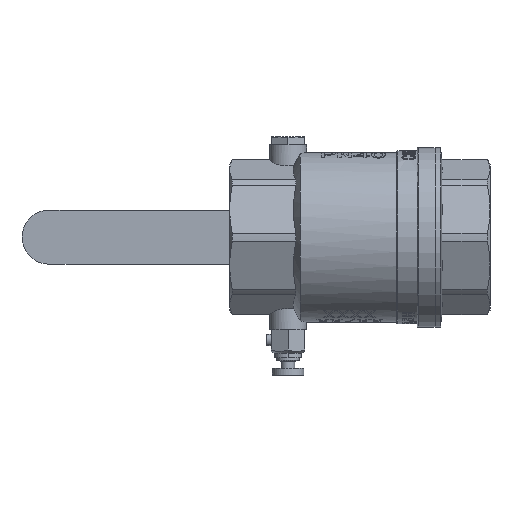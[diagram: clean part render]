
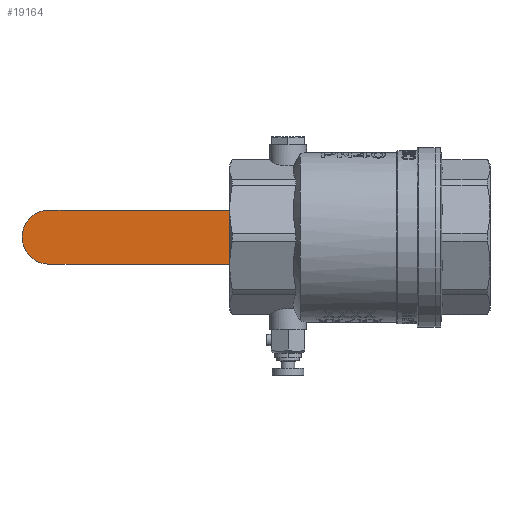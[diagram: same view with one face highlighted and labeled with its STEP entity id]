
A CAD part, front view. The second image highlights one B-rep face of the part: STEP entity #19164.
In plain terms, the highlighted planar face has unit normal (0, -1, 0).
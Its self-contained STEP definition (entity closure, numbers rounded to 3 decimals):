
#1243 = DIRECTION ( 'NONE',  ( -1., 0., 0. ) ) ;
#2298 = VERTEX_POINT ( 'NONE', #51905 ) ;
#3997 = EDGE_CURVE ( 'NONE', #63740, #42446, #7128, .T. ) ;
#5675 = AXIS2_PLACEMENT_3D ( 'NONE', #40299, #8981, #45491 ) ;
#6184 = DIRECTION ( 'NONE',  ( 0., 1., 0. ) ) ;
#7128 = CIRCLE ( 'NONE', #25938, 12.01 ) ;
#7211 = ORIENTED_EDGE ( 'NONE', *, *, #3997, .F. ) ;
#7301 = VERTEX_POINT ( 'NONE', #30053 ) ;
#8981 = DIRECTION ( 'NONE',  ( 0., 1., 0. ) ) ;
#15119 = EDGE_CURVE ( 'NONE', #63740, #7301, #34735, .T. ) ;
#15886 = DIRECTION ( 'NONE',  ( 0., 0., 1. ) ) ;
#16981 = CARTESIAN_POINT ( 'NONE',  ( 141., 20.49, 0. ) ) ;
#18851 = VECTOR ( 'NONE', #56629, 1000. ) ;
#19164 = ADVANCED_FACE ( 'NONE', ( #64650 ), #45272, .F. ) ;
#19348 = DIRECTION ( 'NONE',  ( -1., 0., 0. ) ) ;
#19796 = CARTESIAN_POINT ( 'NONE',  ( 42., 20.49, 12.01 ) ) ;
#19953 = CARTESIAN_POINT ( 'NONE',  ( 141., 20.49, -12.01 ) ) ;
#20813 = VECTOR ( 'NONE', #19348, 1000. ) ;
#25938 = AXIS2_PLACEMENT_3D ( 'NONE', #16981, #6184, #15886 ) ;
#26826 = CARTESIAN_POINT ( 'NONE',  ( 141., 20.49, 12.01 ) ) ;
#30053 = CARTESIAN_POINT ( 'NONE',  ( 44.899, 20.49, 12.01 ) ) ;
#30882 = EDGE_CURVE ( 'NONE', #7301, #2298, #62139, .T. ) ;
#31226 = ORIENTED_EDGE ( 'NONE', *, *, #15119, .T. ) ;
#32700 = CARTESIAN_POINT ( 'NONE',  ( 42., 20.49, -12.01 ) ) ;
#34735 = LINE ( 'NONE', #19796, #20813 ) ;
#34919 = ORIENTED_EDGE ( 'NONE', *, *, #41524, .F. ) ;
#40299 = CARTESIAN_POINT ( 'NONE',  ( 42., 20.49, 40. ) ) ;
#41524 = EDGE_CURVE ( 'NONE', #42446, #2298, #60712, .T. ) ;
#42446 = VERTEX_POINT ( 'NONE', #19953 ) ;
#45272 = PLANE ( 'NONE',  #5675 ) ;
#45491 = DIRECTION ( 'NONE',  ( 0., 0., 1. ) ) ;
#46909 = VECTOR ( 'NONE', #1243, 1000. ) ;
#50005 = ORIENTED_EDGE ( 'NONE', *, *, #30882, .T. ) ;
#51463 = EDGE_LOOP ( 'NONE', ( #34919, #7211, #31226, #50005 ) ) ;
#51905 = CARTESIAN_POINT ( 'NONE',  ( 44.899, 20.49, -12.01 ) ) ;
#56629 = DIRECTION ( 'NONE',  ( 0., 0., -1. ) ) ;
#60712 = LINE ( 'NONE', #32700, #46909 ) ;
#61832 = CARTESIAN_POINT ( 'NONE',  ( 44.899, 20.49, 40. ) ) ;
#62139 = LINE ( 'NONE', #61832, #18851 ) ;
#63740 = VERTEX_POINT ( 'NONE', #26826 ) ;
#64650 = FACE_OUTER_BOUND ( 'NONE', #51463, .T. ) ;
